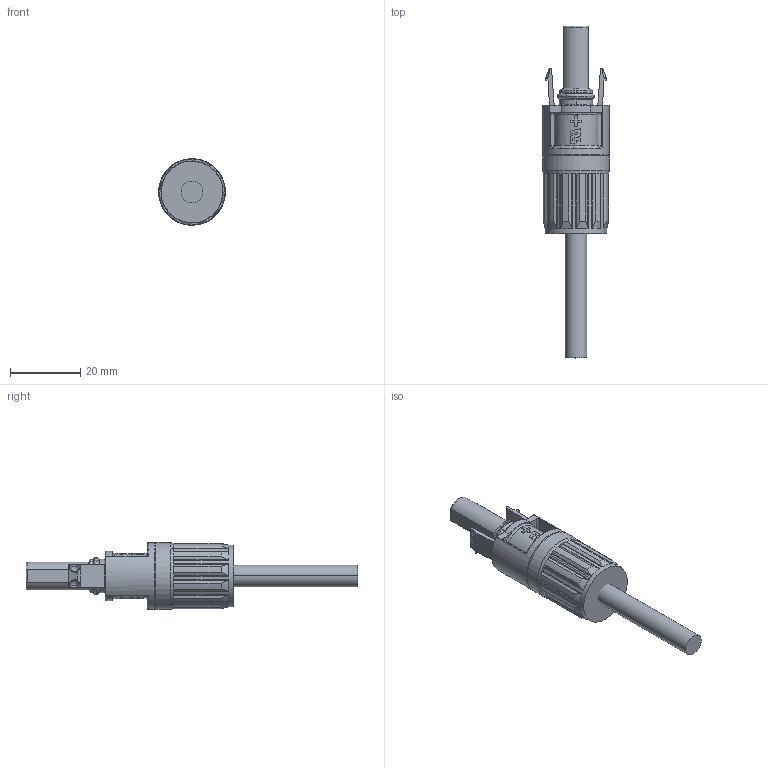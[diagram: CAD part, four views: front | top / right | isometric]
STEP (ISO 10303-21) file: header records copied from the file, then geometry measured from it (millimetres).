
FILE_DESCRIPTION( ('This file contains a STEP AP42 implementation' ,'as created by ZW3D STEP Interface translator.') ,'2;1' );
FILE_NAME( 'C104-XXFAN01.stp' ,'231222.141419', (''), ('ZWCAD Software Co.'), 'Version 1.0', 'ZW3D to STEP translator', '' );
FILE_SCHEMA(('AUTOMOTIVE_DESIGN { 1 0 10303 214 1 1 1 1 }'));
Length unit declared in the file: millimetre
Products named in the file (3): 0; C104-XXFAN01; gxq_5.prt
Assembly tree (1 placements, depth 2):
  0
  C104-XXFAN01
    gxq_5.prt
Bounding box: 18.9 x 94.25 x 18.87 mm (x, y, z)
Volume: 11450.3 mm3; surface area: 6061.3 mm2
Topology: 4 solids, 5 shells, 469 faces, 1309 edges, 836 vertices
Faces by surface type: cylinder 227, plane 145, torus 42, bspline 22, cone 17, sphere 16
Full cylindrical faces by diameter (mm): 5.5 x1, 7.65 x1, 17.501 x1, 18.9 x2
Entity records: 19709 total; most frequent: CARTESIAN_POINT 7845, ORIENTED_EDGE 2618, DIRECTION 2087, EDGE_CURVE 1309, VERTEX_POINT 835, AXIS2_PLACEMENT_3D 788, VECTOR 511, LINE 511
